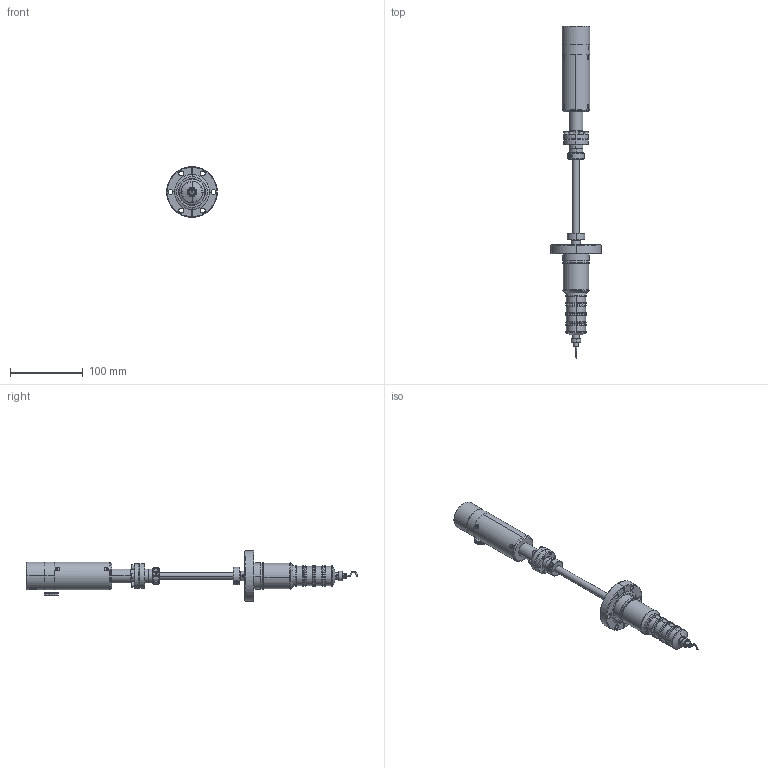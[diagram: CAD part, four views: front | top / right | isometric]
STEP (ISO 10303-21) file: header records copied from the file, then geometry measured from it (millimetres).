
FILE_DESCRIPTION (( 'STEP AP214' ), '1' );
FILE_NAME ('SN101564-01, FWS-44R-275-4.STEP', '2016-01-13T17:08:05', ( 'My Thermionics' ), ( '' ), 'SwSTEP 2.0', 'SolidWorks 2010', '' );
FILE_SCHEMA (( 'AUTOMOTIVE_DESIGN' ));
Length unit declared in the file: inch
Products named in the file (1): SN101564-01, FWS-44R-275-4
Bounding box: 69.34 x 455.03 x 69.34 mm (x, y, z)
Surface area: 72649.2 mm2 (no closed solid volume)
Topology: 0 solids, 76 shells, 677 faces, 2314 edges, 1589 vertices
Faces by surface type: cylinder 285, plane 269, cone 117, torus 6
Entity records: 35537 total; most frequent: CARTESIAN_POINT 7462, DIRECTION 3986, ORIENTED_EDGE 3625, EDGE_CURVE 2296, VERTEX_POINT 1589, AXIS2_PLACEMENT_3D 1506, LINE 974, VECTOR 974
